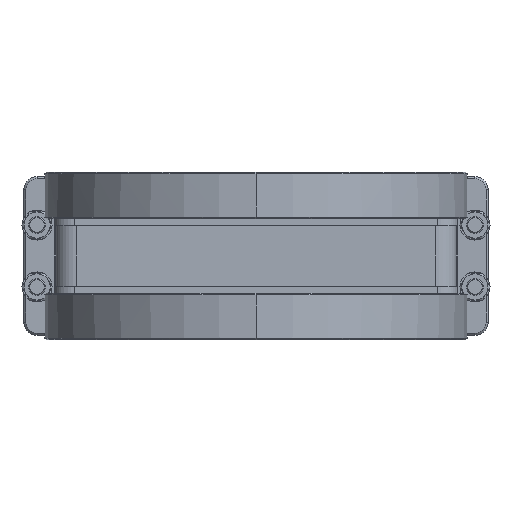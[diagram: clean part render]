
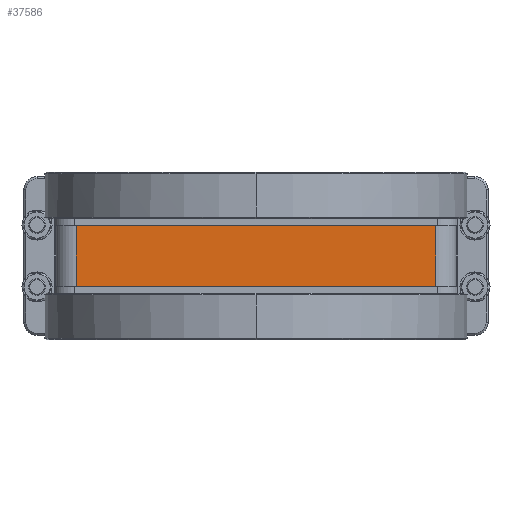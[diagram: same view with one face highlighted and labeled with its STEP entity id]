
A CAD part, front view. The second image highlights one B-rep face of the part: STEP entity #37586.
In plain terms, the highlighted planar face has unit normal (0, -1, 0).
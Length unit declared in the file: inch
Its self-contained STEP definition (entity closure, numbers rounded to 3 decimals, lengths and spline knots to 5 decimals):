
#89=DIRECTION('',(-1.,0.,0.));
#90=VECTOR('',#89,6.78);
#91=CARTESIAN_POINT('',(3.39,-3.447,-0.5675));
#92=LINE('',#91,#90);
#13729=DIRECTION('',(-1.,0.,0.));
#13730=VECTOR('',#13729,6.78);
#13731=CARTESIAN_POINT('',(3.39,-3.447,0.5675));
#13732=LINE('',#13731,#13730);
#13772=DIRECTION('',(0.,0.,1.));
#13773=VECTOR('',#13772,1.135);
#13774=CARTESIAN_POINT('',(3.39,-3.447,-0.5675));
#13775=LINE('',#13774,#13773);
#13776=DIRECTION('',(0.,0.,1.));
#13777=VECTOR('',#13776,1.135);
#13778=CARTESIAN_POINT('',(-3.39,-3.447,-0.5675));
#13779=LINE('',#13778,#13777);
#18854=CARTESIAN_POINT('',(3.39,-3.447,-0.5675));
#18855=VERTEX_POINT('',#18854);
#18856=CARTESIAN_POINT('',(-3.39,-3.447,-0.5675));
#18857=VERTEX_POINT('',#18856);
#18870=CARTESIAN_POINT('',(3.39,-3.447,0.5675));
#18871=VERTEX_POINT('',#18870);
#18872=CARTESIAN_POINT('',(-3.39,-3.447,0.5675));
#18873=VERTEX_POINT('',#18872);
#37574=CARTESIAN_POINT('',(3.39,-3.447,-0.5675));
#37575=DIRECTION('',(0.,1.,0.));
#37576=DIRECTION('',(-1.,0.,0.));
#37577=AXIS2_PLACEMENT_3D('',#37574,#37575,#37576);
#37578=PLANE('',#37577);
#37579=ORIENTED_EDGE('',*,*,#19006,.T.);
#37581=ORIENTED_EDGE('',*,*,#37580,.T.);
#37582=ORIENTED_EDGE('',*,*,#37486,.F.);
#37583=ORIENTED_EDGE('',*,*,#37567,.F.);
#37584=EDGE_LOOP('',(#37579,#37581,#37582,#37583));
#37585=FACE_OUTER_BOUND('',#37584,.F.);
#19006=EDGE_CURVE('',#18855,#18857,#92,.T.);
#37486=EDGE_CURVE('',#18871,#18873,#13732,.T.);
#37567=EDGE_CURVE('',#18855,#18871,#13775,.T.);
#37580=EDGE_CURVE('',#18857,#18873,#13779,.T.);
#37586=ADVANCED_FACE('',(#37585),#37578,.F.);
